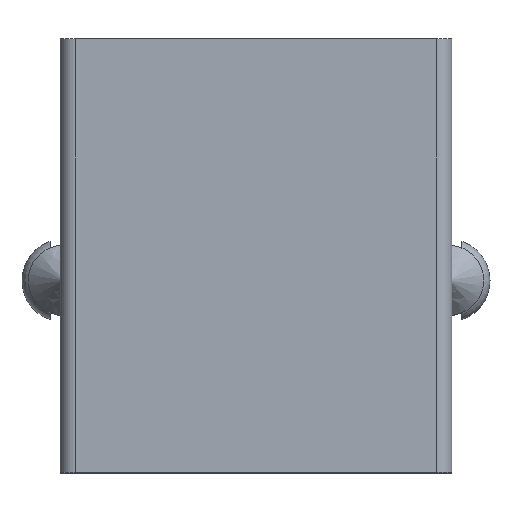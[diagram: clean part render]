
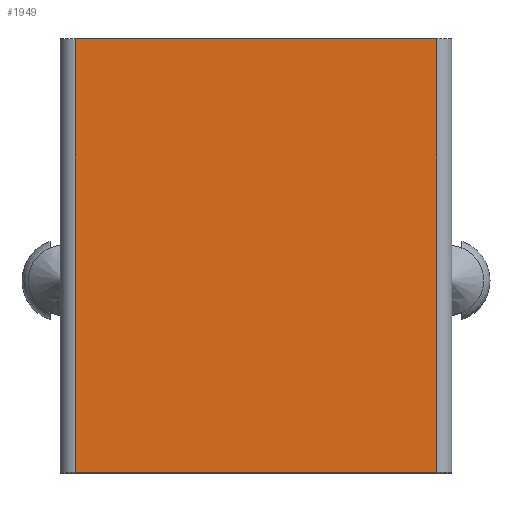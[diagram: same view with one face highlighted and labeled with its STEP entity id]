
A CAD part, top view. The second image highlights one B-rep face of the part: STEP entity #1949.
In plain terms, the highlighted planar face has unit normal (0, 0, 1).
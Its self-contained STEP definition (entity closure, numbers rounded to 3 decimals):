
#275=ORIENTED_EDGE('',*,*,#619,.T.);
#276=ORIENTED_EDGE('',*,*,#620,.T.);
#277=ORIENTED_EDGE('',*,*,#621,.F.);
#278=ORIENTED_EDGE('',*,*,#622,.T.);
#619=EDGE_CURVE('',#787,#788,#914,.T.);
#620=EDGE_CURVE('',#788,#789,#915,.T.);
#621=EDGE_CURVE('',#790,#789,#916,.T.);
#622=EDGE_CURVE('',#790,#787,#917,.F.);
#787=VERTEX_POINT('',#2811);
#788=VERTEX_POINT('',#2812);
#789=VERTEX_POINT('',#2814);
#790=VERTEX_POINT('',#2816);
#914=LINE('',#2810,#1058);
#915=LINE('',#2813,#1059);
#916=LINE('',#2815,#1060);
#917=LINE('',#2817,#1061);
#1058=VECTOR('',#2333,1000.);
#1059=VECTOR('',#2334,1000.);
#1060=VECTOR('',#2335,1000.);
#1061=VECTOR('',#2336,1000.);
#1167=EDGE_LOOP('',(#275,#276,#277,#278));
#1261=FACE_BOUND('',#1167,.T.);
#1331=PLANE('',#2057);
#1949=ADVANCED_FACE('',(#1261),#1331,.T.);
#2057=AXIS2_PLACEMENT_3D('',#2809,#2331,#2332);
#2331=DIRECTION('',(0.,0.,1.));
#2332=DIRECTION('',(1.,0.,0.));
#2333=DIRECTION('',(-1.,0.,0.));
#2334=DIRECTION('',(0.,-1.,0.));
#2335=DIRECTION('',(-1.,0.,0.));
#2336=DIRECTION('',(0.,-1.,0.));
#2809=CARTESIAN_POINT('',(6.1,13.5,7.25));
#2810=CARTESIAN_POINT('',(6.1,13.5,7.25));
#2811=CARTESIAN_POINT('',(5.625,13.5,7.25));
#2812=CARTESIAN_POINT('',(-5.625,13.5,7.25));
#2813=CARTESIAN_POINT('',(-5.625,13.5,7.25));
#2814=CARTESIAN_POINT('',(-5.625,0.,7.25));
#2815=CARTESIAN_POINT('',(6.1,0.,7.25));
#2816=CARTESIAN_POINT('',(5.625,0.,7.25));
#2817=CARTESIAN_POINT('',(5.625,13.5,7.25));
